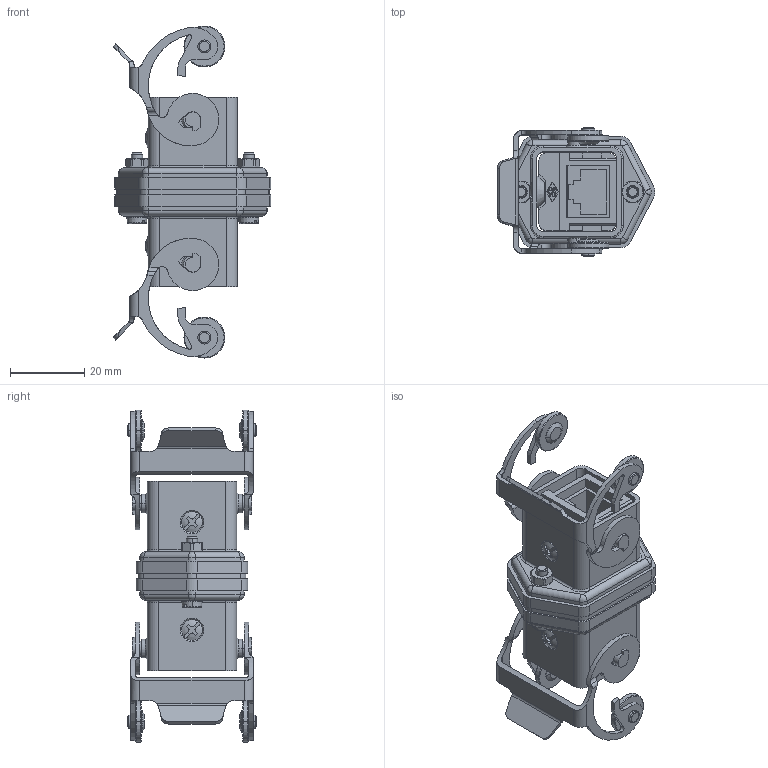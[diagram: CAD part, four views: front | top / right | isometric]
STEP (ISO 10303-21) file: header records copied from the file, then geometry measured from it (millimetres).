
FILE_DESCRIPTION(('Creo Elements/Direct Modeling STEP Export'),'2;1');
FILE_NAME('0ln7uvk515l8jni260','2020-02-11T10:34:29',(''),(''),'Creo Elements/Direct Modeling STEP processor for AP214 (Solid Model)','Creo Elements/Direct Modeling 20.1B 02-Apr-2019 (C) Parametric Technology GmbH','');
FILE_SCHEMA(('AUTOMOTIVE_DESIGN { 1 0 10303 214 1 1 1 1 }'));
Length unit declared in the file: millimetre
Products named in the file (2): CYG_8-2_JFA
Assembly tree (1 placements, depth 2):
  CYG_8-2_JFA
    CYG_8-2_JFA
Bounding box: 42.45 x 34.6 x 89.2 mm (x, y, z)
Volume: 28431.4 mm3; surface area: 25652.2 mm2
Topology: 1 solids, 3 shells, 1034 faces, 2929 edges, 1939 vertices
Faces by surface type: plane 542, cylinder 328, cone 96, torus 36, bspline 16, sphere 16
Entity records: 40811 total; most frequent: CARTESIAN_POINT 9513, ORIENTED_EDGE 5834, DIRECTION 4981, EDGE_CURVE 2917, VERTEX_POINT 1939, VECTOR 1699, LINE 1699, AXIS2_PLACEMENT_3D 1641
